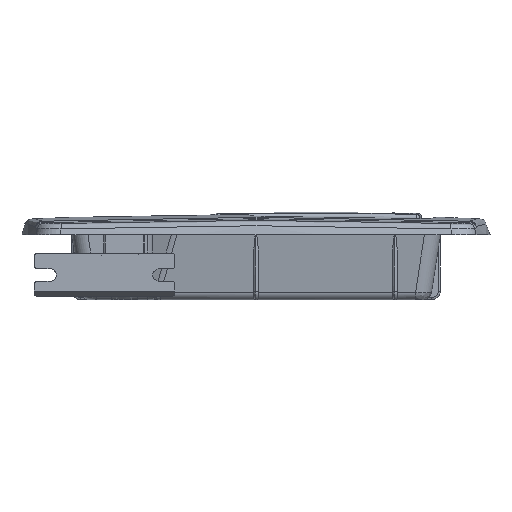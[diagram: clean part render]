
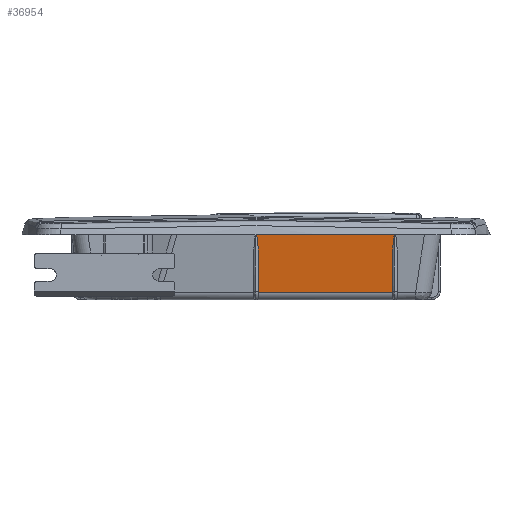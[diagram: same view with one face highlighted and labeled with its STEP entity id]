
A CAD part, front view. The second image highlights one B-rep face of the part: STEP entity #36954.
In plain terms, the highlighted planar face has unit normal (0, -0.991, -0.134).
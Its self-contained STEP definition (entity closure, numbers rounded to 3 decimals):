
#54 = ORIENTED_EDGE ( 'NONE', *, *, #16398, .T. ) ;
#1190 = ORIENTED_EDGE ( 'NONE', *, *, #16251, .T. ) ;
#1704 = EDGE_LOOP ( 'NONE', ( #41515, #19221, #1190, #54, #24927, #2036 ) ) ;
#2036 = ORIENTED_EDGE ( 'NONE', *, *, #46692, .T. ) ;
#3280 = CARTESIAN_POINT ( 'NONE',  ( 185., -61.123, 28. ) ) ;
#3389 = DIRECTION ( 'NONE',  ( 0., 0.134, -0.991 ) ) ;
#3641 = VERTEX_POINT ( 'NONE', #63453 ) ;
#6052 = VECTOR ( 'NONE', #24535, 1000. ) ;
#7042 = EDGE_CURVE ( 'NONE', #53481, #26163, #27045, .T. ) ;
#9842 = DIRECTION ( 'NONE',  ( -1., 0., 0. ) ) ;
#12755 = LINE ( 'NONE', #61709, #52043 ) ;
#13477 =( BOUNDED_CURVE ( )  B_SPLINE_CURVE ( 3, ( #29892, #46468, #62322, #13778 ),
 .UNSPECIFIED., .F., .F. ) 
 B_SPLINE_CURVE_WITH_KNOTS ( ( 4, 4 ),
 ( 0., 1.571 ),
 .UNSPECIFIED. ) 
 CURVE ( )  GEOMETRIC_REPRESENTATION_ITEM ( )  RATIONAL_B_SPLINE_CURVE ( ( 1., 0.805, 0.805, 1. ) ) 
 REPRESENTATION_ITEM ( '' )  );
#13778 = CARTESIAN_POINT ( 'NONE',  ( 91.5, -59.623, 16.875 ) ) ;
#16251 = EDGE_CURVE ( 'NONE', #53925, #60437, #12755, .T. ) ;
#16398 = EDGE_CURVE ( 'NONE', #60437, #48945, #47813, .T. ) ;
#19221 = ORIENTED_EDGE ( 'NONE', *, *, #27671, .T. ) ;
#21323 = CARTESIAN_POINT ( 'NONE',  ( 335.979, -55.473, -13.901 ) ) ;
#23881 = CARTESIAN_POINT ( 'NONE',  ( 185., -61.123, 28. ) ) ;
#23920 = CARTESIAN_POINT ( 'NONE',  ( 91.5, -55.824, -11.302 ) ) ;
#24348 = CARTESIAN_POINT ( 'NONE',  ( 183.5, -59.623, 16.875 ) ) ;
#24433 = VECTOR ( 'NONE', #51480, 1000. ) ;
#24535 = DIRECTION ( 'NONE',  ( 0., 0.134, -0.991 ) ) ;
#24927 = ORIENTED_EDGE ( 'NONE', *, *, #61037, .F. ) ;
#26163 = VERTEX_POINT ( 'NONE', #43487 ) ;
#26895 = PLANE ( 'NONE',  #69240 ) ;
#27045 = LINE ( 'NONE', #62580, #34547 ) ;
#27671 = EDGE_CURVE ( 'NONE', #26163, #53925, #13477, .T. ) ;
#29423 = LINE ( 'NONE', #35502, #6052 ) ;
#29728 = FACE_OUTER_BOUND ( 'NONE', #1704, .T. ) ;
#29892 = CARTESIAN_POINT ( 'NONE',  ( 90., -61.123, 28. ) ) ;
#31449 =( BOUNDED_CURVE ( )  B_SPLINE_CURVE ( 3, ( #24348, #51450, #67308, #23881 ),
 .UNSPECIFIED., .F., .F. ) 
 B_SPLINE_CURVE_WITH_KNOTS ( ( 4, 4 ),
 ( 1.571, 3.142 ),
 .UNSPECIFIED. ) 
 CURVE ( )  GEOMETRIC_REPRESENTATION_ITEM ( )  RATIONAL_B_SPLINE_CURVE ( ( 1., 0.805, 0.805, 1. ) ) 
 REPRESENTATION_ITEM ( '' )  );
#34547 = VECTOR ( 'NONE', #9842, 1000. ) ;
#35502 = CARTESIAN_POINT ( 'NONE',  ( 183.5, -55.123, -16.5 ) ) ;
#36954 = ADVANCED_FACE ( 'NONE', ( #29728 ), #26895, .F. ) ;
#40599 = CARTESIAN_POINT ( 'NONE',  ( 183.5, -55.824, -11.302 ) ) ;
#41515 = ORIENTED_EDGE ( 'NONE', *, *, #7042, .T. ) ;
#41675 = CARTESIAN_POINT ( 'NONE',  ( 335.979, -55.824, -11.302 ) ) ;
#43487 = CARTESIAN_POINT ( 'NONE',  ( 90., -61.123, 28. ) ) ;
#46468 = CARTESIAN_POINT ( 'NONE',  ( 90.879, -61.123, 28. ) ) ;
#46692 = EDGE_CURVE ( 'NONE', #3641, #53481, #31449, .T. ) ;
#47813 = LINE ( 'NONE', #41675, #24433 ) ;
#48945 = VERTEX_POINT ( 'NONE', #40599 ) ;
#51450 = CARTESIAN_POINT ( 'NONE',  ( 183.5, -60.501, 23.392 ) ) ;
#51480 = DIRECTION ( 'NONE',  ( 1., 0., 0. ) ) ;
#52043 = VECTOR ( 'NONE', #3389, 1000. ) ;
#52971 = CARTESIAN_POINT ( 'NONE',  ( 91.5, -59.623, 16.875 ) ) ;
#53481 = VERTEX_POINT ( 'NONE', #3280 ) ;
#53925 = VERTEX_POINT ( 'NONE', #52971 ) ;
#60437 = VERTEX_POINT ( 'NONE', #23920 ) ;
#61037 = EDGE_CURVE ( 'NONE', #3641, #48945, #29423, .T. ) ;
#61709 = CARTESIAN_POINT ( 'NONE',  ( 91.5, -55.123, -16.5 ) ) ;
#62322 = CARTESIAN_POINT ( 'NONE',  ( 91.5, -60.501, 23.392 ) ) ;
#62580 = CARTESIAN_POINT ( 'NONE',  ( 335.979, -61.123, 28. ) ) ;
#63453 = CARTESIAN_POINT ( 'NONE',  ( 183.5, -59.623, 16.875 ) ) ;
#63567 = DIRECTION ( 'NONE',  ( 0., 0.991, 0.134 ) ) ;
#64255 = DIRECTION ( 'NONE',  ( 0., -0.134, 0.991 ) ) ;
#67308 = CARTESIAN_POINT ( 'NONE',  ( 184.121, -61.123, 28. ) ) ;
#69240 = AXIS2_PLACEMENT_3D ( 'NONE', #21323, #63567, #64255 ) ;
